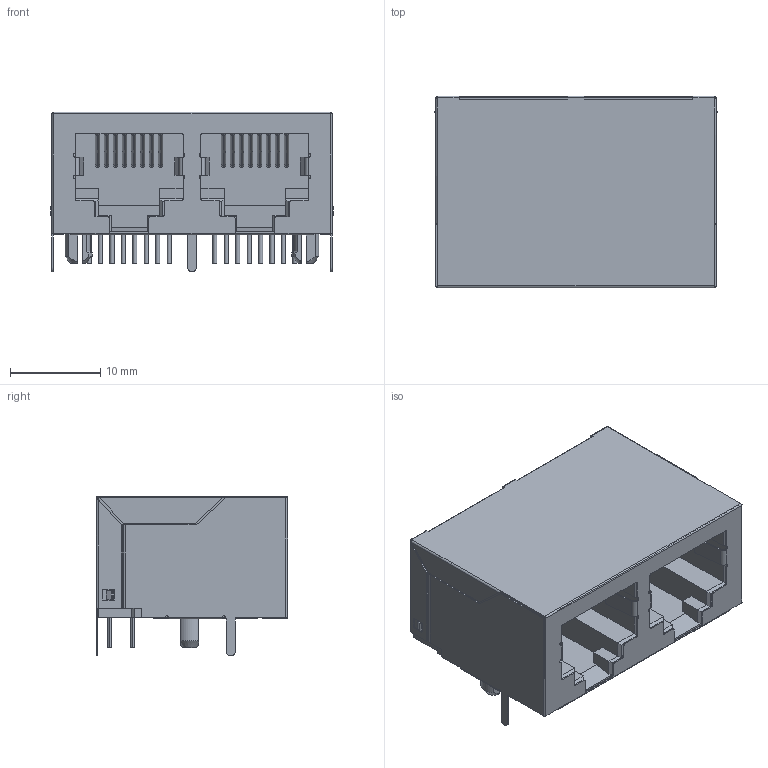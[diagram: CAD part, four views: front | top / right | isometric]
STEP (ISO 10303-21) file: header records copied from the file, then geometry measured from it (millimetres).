
FILE_DESCRIPTION((''),'2;1');
FILE_NAME('RJ45-TH_R-RJ45R08P-2006','2022-12-01T11:34:34',('win'),(''),'CREO PARAMETRIC BY PTC INC, 2020033','CREO PARAMETRIC BY PTC INC, 2020033','');
FILE_SCHEMA(('AUTOMOTIVE_DESIGN { 1 0 10303 214 1 1 1 1 }'));
Length unit declared in the file: millimetre
Products named in the file (1): RJ45-TH_R-RJ45R08P-2006
Bounding box: 31.37 x 21.28 x 17.75 mm (x, y, z)
Volume: 6371.3 mm3; surface area: 8159.7 mm2
Topology: 2 solids, 2 shells, 1030 faces, 2673 edges, 1702 vertices
Faces by surface type: plane 472, cylinder 307, torus 92, bspline 80, extrusion 73, cone 6
Entity records: 40342 total; most frequent: CARTESIAN_POINT 8630, ORIENTED_EDGE 5346, DIRECTION 5112, EDGE_CURVE 2673, VECTOR 1790, LINE 1717, VERTEX_POINT 1702, AXIS2_PLACEMENT_3D 1661
